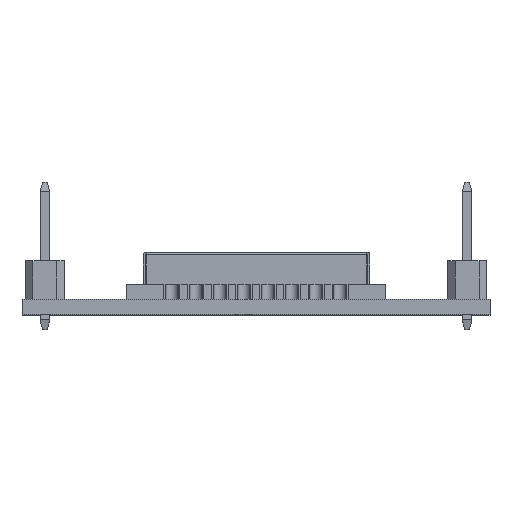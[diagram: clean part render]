
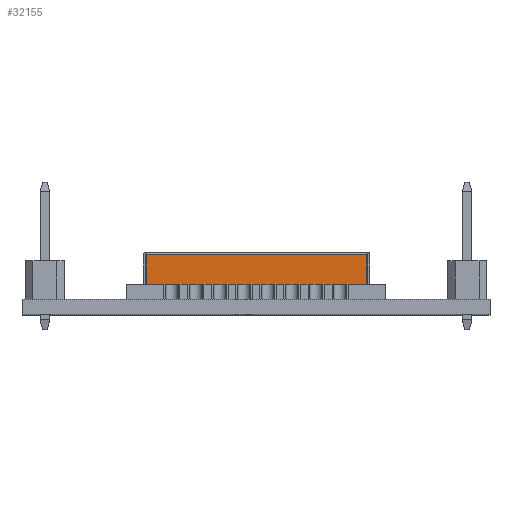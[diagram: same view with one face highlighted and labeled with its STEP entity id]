
A CAD part, top view. The second image highlights one B-rep face of the part: STEP entity #32155.
In plain terms, the highlighted planar face has unit normal (0, 0, 1).
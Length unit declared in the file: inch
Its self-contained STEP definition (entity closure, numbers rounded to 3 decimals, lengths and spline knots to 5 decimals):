
#347 = CARTESIAN_POINT ( 'NONE',  ( 0., 0.09109, 0.345 ) ) ;
#851 = EDGE_CURVE ( 'NONE', #2511, #20269, #32243, .T. ) ;
#1244 = EDGE_CURVE ( 'NONE', #16956, #25192, #16904, .T. ) ;
#2511 = VERTEX_POINT ( 'NONE', #20404 ) ;
#6937 = EDGE_LOOP ( 'NONE', ( #27201, #18265, #28763, #26691 ) ) ;
#8640 = CARTESIAN_POINT ( 'NONE',  ( 0., 0., 0.345 ) ) ;
#9586 = DIRECTION ( 'NONE',  ( -1., 0., 0. ) ) ;
#10418 = EDGE_CURVE ( 'NONE', #16956, #2511, #16412, .T. ) ;
#10777 = VECTOR ( 'NONE', #16345, 39.37008 ) ;
#11473 = PLANE ( 'NONE',  #15088 ) ;
#14745 = DIRECTION ( 'NONE',  ( 0., 0., 1. ) ) ;
#15050 = VECTOR ( 'NONE', #29822, 39.37008 ) ;
#15088 = AXIS2_PLACEMENT_3D ( 'NONE', #8640, #14745, #20382 ) ;
#15285 = CARTESIAN_POINT ( 'NONE',  ( 0.22678, 0.031, 0.345 ) ) ;
#15384 = VECTOR ( 'NONE', #9586, 39.37008 ) ;
#16345 = DIRECTION ( 'NONE',  ( 0., 1., 0. ) ) ;
#16412 = LINE ( 'NONE', #28762, #18281 ) ;
#16904 = LINE ( 'NONE', #23803, #15050 ) ;
#16956 = VERTEX_POINT ( 'NONE', #15285 ) ;
#18265 = ORIENTED_EDGE ( 'NONE', *, *, #1244, .F. ) ;
#18281 = VECTOR ( 'NONE', #37603, 39.37008 ) ;
#20269 = VERTEX_POINT ( 'NONE', #30372 ) ;
#20382 = DIRECTION ( 'NONE',  ( 0., -1., 0. ) ) ;
#20404 = CARTESIAN_POINT ( 'NONE',  ( 0.22678, 0.09109, 0.345 ) ) ;
#23803 = CARTESIAN_POINT ( 'NONE',  ( -0.2315, 0.031, 0.345 ) ) ;
#24870 = CARTESIAN_POINT ( 'NONE',  ( -0.22478, 0.031, 0.345 ) ) ;
#25192 = VERTEX_POINT ( 'NONE', #24870 ) ;
#26231 = LINE ( 'NONE', #31387, #10777 ) ;
#26691 = ORIENTED_EDGE ( 'NONE', *, *, #851, .T. ) ;
#27201 = ORIENTED_EDGE ( 'NONE', *, *, #37791, .F. ) ;
#28762 = CARTESIAN_POINT ( 'NONE',  ( 0.22678, 0., 0.345 ) ) ;
#28763 = ORIENTED_EDGE ( 'NONE', *, *, #10418, .T. ) ;
#29822 = DIRECTION ( 'NONE',  ( -1., 0., 0. ) ) ;
#30372 = CARTESIAN_POINT ( 'NONE',  ( -0.22478, 0.09109, 0.345 ) ) ;
#31387 = CARTESIAN_POINT ( 'NONE',  ( -0.22478, 0.09306, 0.345 ) ) ;
#31679 = FACE_OUTER_BOUND ( 'NONE', #6937, .T. ) ;
#32155 = ADVANCED_FACE ( 'NONE', ( #31679 ), #11473, .T. ) ;
#32243 = LINE ( 'NONE', #347, #15384 ) ;
#37603 = DIRECTION ( 'NONE',  ( 0., 1., 0. ) ) ;
#37791 = EDGE_CURVE ( 'NONE', #25192, #20269, #26231, .T. ) ;
